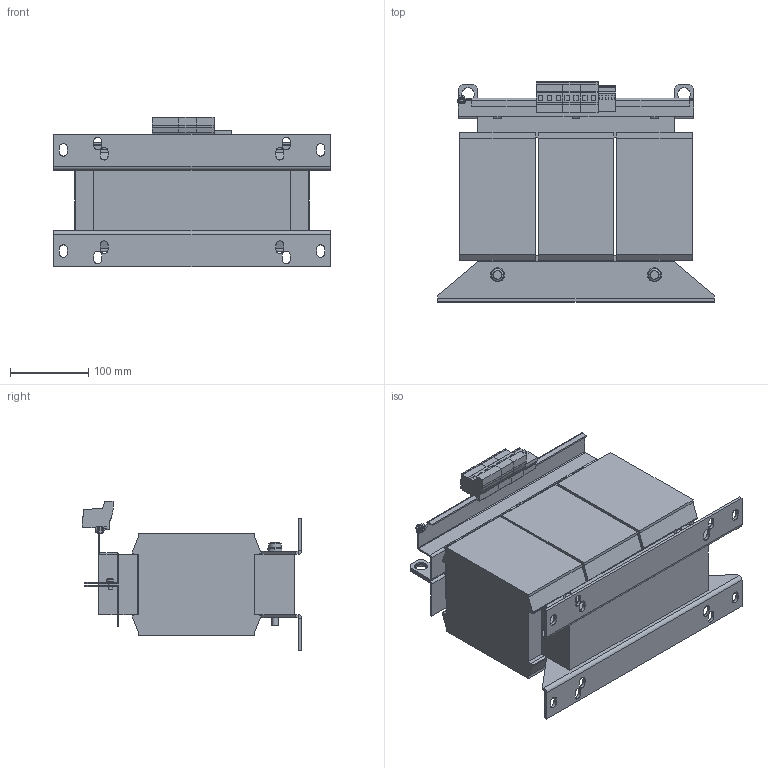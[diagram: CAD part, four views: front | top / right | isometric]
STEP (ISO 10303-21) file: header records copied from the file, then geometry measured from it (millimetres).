
FILE_DESCRIPTION (( 'STEP AP214' ), '1' );
FILE_NAME ('197370.STEP', '2020-05-28T17:00:53', ( '' ), ( '' ), 'SwSTEP 2.0', 'SolidWorks 2018', '' );
FILE_SCHEMA (( 'AUTOMOTIVE_DESIGN' ));
Length unit declared in the file: millimetre
Products named in the file (1): 197370
Bounding box: 352 x 280.4 x 190.55 mm (x, y, z)
Volume: 8063750.5 mm3; surface area: 556848.8 mm2
Topology: 1 solids, 1 shells, 652 faces, 1635 edges, 1025 vertices
Faces by surface type: plane 485, cylinder 139, torus 14, sphere 8, cone 6
Entity records: 19316 total; most frequent: CARTESIAN_POINT 3437, ORIENTED_EDGE 3266, DIRECTION 3254, EDGE_CURVE 1633, LINE 1262, VECTOR 1262, VERTEX_POINT 1025, AXIS2_PLACEMENT_3D 996
